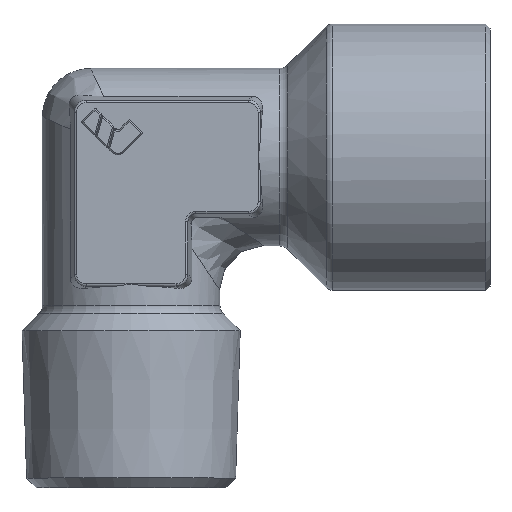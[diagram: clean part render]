
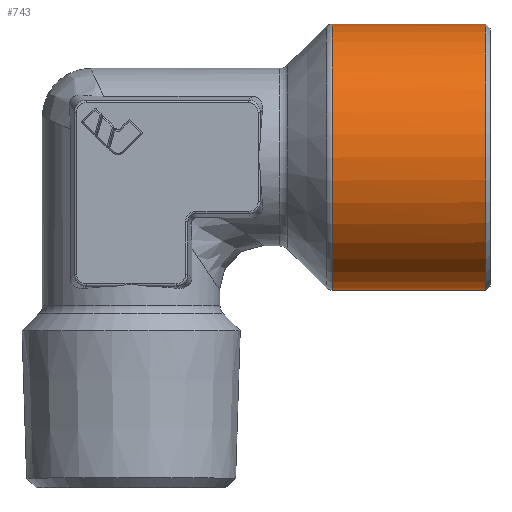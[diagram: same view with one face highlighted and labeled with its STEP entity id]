
A CAD part, top view. The second image highlights one B-rep face of the part: STEP entity #743.
In plain terms, the highlighted cylindrical face has radius 16.5 mm (diameter 33 mm), a partial arc.
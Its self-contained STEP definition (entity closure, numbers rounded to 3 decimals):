
#743=ADVANCED_FACE('',(#1536),#1537,.T.);
#1536=FACE_OUTER_BOUND('',#3155,.T.);
#1537=CYLINDRICAL_SURFACE('',#3156,16.5);
#3155=EDGE_LOOP('',(#5411,#5412,#5413,#5414,#5415));
#3156=AXIS2_PLACEMENT_3D('',#5416,#5417,#5418);
#5411=ORIENTED_EDGE('',*,*,#6625,.T.);
#5412=ORIENTED_EDGE('',*,*,#5915,.F.);
#5413=ORIENTED_EDGE('',*,*,#6626,.T.);
#5414=ORIENTED_EDGE('',*,*,#6576,.F.);
#5415=ORIENTED_EDGE('',*,*,#6490,.F.);
#5416=CARTESIAN_POINT('',(17.675,0.0,0.0));
#5417=DIRECTION('',(-1.0,-0.0,0.0));
#5418=DIRECTION('',(0.0,-1.0,0.0));
#5915=EDGE_CURVE('',#6957,#6959,#6960,.T.);
#6490=EDGE_CURVE('',#7897,#7899,#7900,.T.);
#6576=EDGE_CURVE('',#7899,#8019,#8020,.T.);
#6625=EDGE_CURVE('',#7897,#6959,#8079,.T.);
#6626=EDGE_CURVE('',#6957,#8019,#8080,.T.);
#6957=VERTEX_POINT('',#8539);
#6959=VERTEX_POINT('',#8542);
#6960=CIRCLE('',#8543,16.5);
#7897=VERTEX_POINT('',#10442);
#7899=VERTEX_POINT('',#10444);
#7900=CIRCLE('',#10445,16.5);
#8019=VERTEX_POINT('',#10696);
#8020=CIRCLE('',#10697,16.5);
#8079=LINE('',#10807,#10808);
#8080=LINE('',#10809,#10810);
#8539=CARTESIAN_POINT('',(44.0,16.5,0.0));
#8542=CARTESIAN_POINT('',(44.0,-16.5,0.));
#8543=AXIS2_PLACEMENT_3D('',#11391,#11392,#11393);
#10442=CARTESIAN_POINT('',(24.914,-16.5,0.));
#10444=CARTESIAN_POINT('',(24.914,16.499,0.161));
#10445=AXIS2_PLACEMENT_3D('',#12030,#12031,#12032);
#10696=CARTESIAN_POINT('',(24.914,16.5,0.0));
#10697=AXIS2_PLACEMENT_3D('',#12127,#12128,#12129);
#10807=CARTESIAN_POINT('',(34.457,-16.5,0.));
#10808=VECTOR('',#12163,1.0);
#10809=CARTESIAN_POINT('',(34.457,16.5,0.));
#10810=VECTOR('',#12164,1.0);
#11391=CARTESIAN_POINT('',(44.0,0.0,0.0));
#11392=DIRECTION('',(1.0,0.0,0.0));
#11393=DIRECTION('',(0.0,-1.0,0.0));
#12030=CARTESIAN_POINT('',(24.914,0.0,0.0));
#12031=DIRECTION('',(-1.0,0.0,0.0));
#12032=DIRECTION('',(0.0,-1.0,0.0));
#12127=CARTESIAN_POINT('',(24.914,0.0,0.0));
#12128=DIRECTION('',(-1.0,0.0,0.0));
#12129=DIRECTION('',(0.0,-1.0,0.0));
#12163=DIRECTION('',(1.0,-0.0,-0.0));
#12164=DIRECTION('',(-1.0,-0.0,-0.0));
